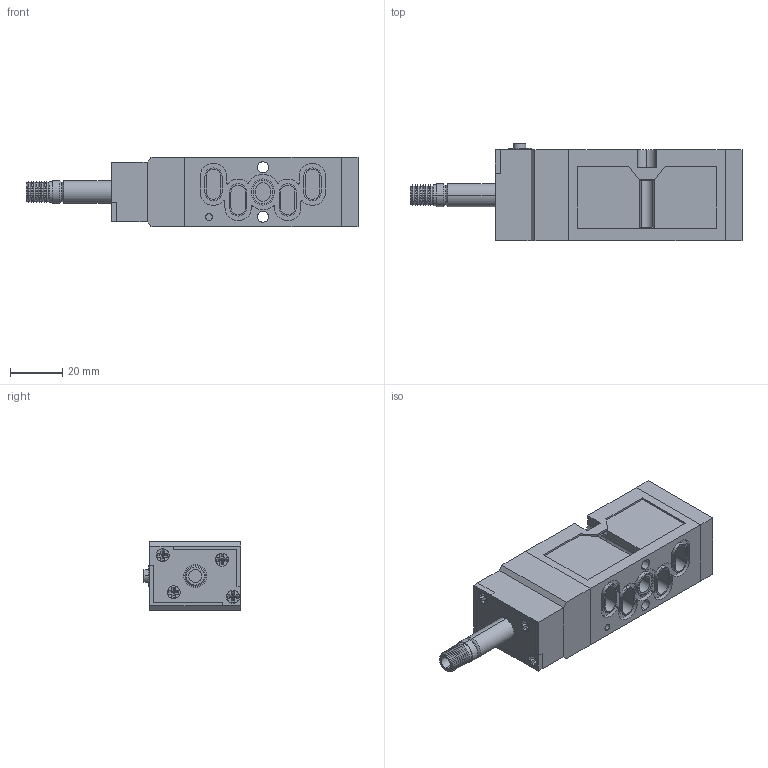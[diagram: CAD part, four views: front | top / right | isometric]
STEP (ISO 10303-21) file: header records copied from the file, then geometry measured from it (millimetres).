
FILE_DESCRIPTION (( 'STEP AP203' ), '1' );
FILE_NAME ('SIE311-IP.STEP', '2016-01-05T02:25:10', ( 'yrd8' ), ( '' ), 'SwSTEP 2.0', 'SolidWorks 2008', '' );
FILE_SCHEMA (( 'CONFIG_CONTROL_DESIGN' ));
Length unit declared in the file: millimetre
Products named in the file (5): SIE311-IP; SIE300 Body; SIE300 Semi_ル遽; SIE300 Pilot_ル遽; SIE300 Body Cover_ル遽
Assembly tree (4 placements, depth 2):
  SIE311-IP
    SIE300 Body
    SIE300 Semi_ル遽
    SIE300 Pilot_ル遽
    SIE300 Body Cover_ル遽
Bounding box: 127.5 x 37.5 x 26.5 mm (x, y, z)
Volume: 79096.1 mm3; surface area: 24417.9 mm2
Topology: 4 solids, 4 shells, 380 faces, 952 edges, 618 vertices
Faces by surface type: plane 224, cylinder 114, cone 42
Entity records: 11845 total; most frequent: DIRECTION 1996, CARTESIAN_POINT 1957, ORIENTED_EDGE 1904, EDGE_CURVE 952, LINE 682, VECTOR 682, AXIS2_PLACEMENT_3D 657, VERTEX_POINT 618
